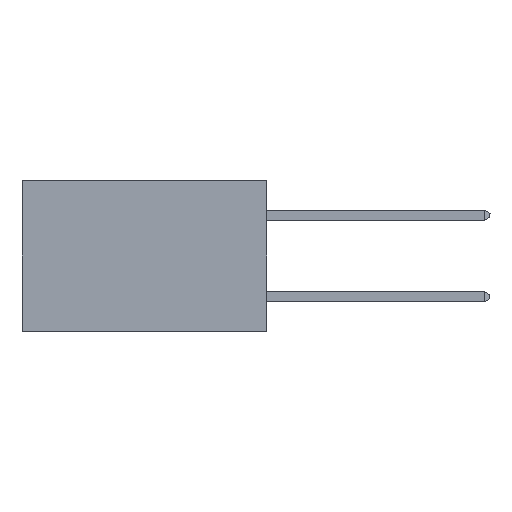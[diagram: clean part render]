
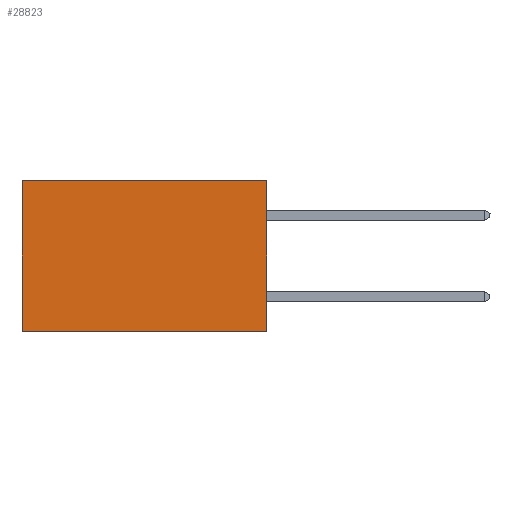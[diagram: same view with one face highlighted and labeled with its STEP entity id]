
A CAD part, left-side view. The second image highlights one B-rep face of the part: STEP entity #28823.
In plain terms, the highlighted planar face has unit normal (-1, 0, 0).
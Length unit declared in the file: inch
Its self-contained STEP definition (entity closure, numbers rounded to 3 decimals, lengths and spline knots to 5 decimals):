
#2031 = DIRECTION ( 'NONE',  ( 0., 0., -1. ) ) ;
#4489 = CARTESIAN_POINT ( 'NONE',  ( 0.2875, 0., -0.37 ) ) ;
#5125 = CARTESIAN_POINT ( 'NONE',  ( 0.2875, 0., 0. ) ) ;
#5404 = VERTEX_POINT ( 'NONE', #25051 ) ;
#5557 = ORIENTED_EDGE ( 'NONE', *, *, #18646, .F. ) ;
#9203 = EDGE_CURVE ( 'NONE', #27074, #39962, #11317, .T. ) ;
#10351 = CARTESIAN_POINT ( 'NONE',  ( 0.2875, 0., 0. ) ) ;
#10652 = VECTOR ( 'NONE', #25619, 39.37008 ) ;
#11317 = LINE ( 'NONE', #38633, #23266 ) ;
#11597 = ORIENTED_EDGE ( 'NONE', *, *, #29954, .T. ) ;
#12178 = DIRECTION ( 'NONE',  ( 0., 1., 0. ) ) ;
#14214 = PLANE ( 'NONE',  #15959 ) ;
#14498 = FACE_OUTER_BOUND ( 'NONE', #35157, .T. ) ;
#15734 = CARTESIAN_POINT ( 'NONE',  ( 0.2875, 0.6, 0. ) ) ;
#15959 = AXIS2_PLACEMENT_3D ( 'NONE', #17369, #37013, #2031 ) ;
#16202 = CARTESIAN_POINT ( 'NONE',  ( 0.2875, 0.6, -0.37 ) ) ;
#17369 = CARTESIAN_POINT ( 'NONE',  ( 0.2875, 0., 0. ) ) ;
#18646 = EDGE_CURVE ( 'NONE', #30016, #27074, #21664, .T. ) ;
#21262 = ORIENTED_EDGE ( 'NONE', *, *, #33532, .T. ) ;
#21664 = LINE ( 'NONE', #10351, #40007 ) ;
#23108 = LINE ( 'NONE', #31184, #30978 ) ;
#23266 = VECTOR ( 'NONE', #32190, 39.37008 ) ;
#25051 = CARTESIAN_POINT ( 'NONE',  ( 0.2875, 0.6, 0. ) ) ;
#25619 = DIRECTION ( 'NONE',  ( 0., 0., -1. ) ) ;
#27074 = VERTEX_POINT ( 'NONE', #4489 ) ;
#28452 = ORIENTED_EDGE ( 'NONE', *, *, #9203, .F. ) ;
#28823 = ADVANCED_FACE ( 'NONE', ( #14498 ), #14214, .F. ) ;
#29954 = EDGE_CURVE ( 'NONE', #30016, #5404, #23108, .T. ) ;
#30016 = VERTEX_POINT ( 'NONE', #5125 ) ;
#30978 = VECTOR ( 'NONE', #12178, 39.37008 ) ;
#31184 = CARTESIAN_POINT ( 'NONE',  ( 0.2875, 0., 0. ) ) ;
#32190 = DIRECTION ( 'NONE',  ( 0., 1., 0. ) ) ;
#32562 = DIRECTION ( 'NONE',  ( 0., 0., -1. ) ) ;
#33532 = EDGE_CURVE ( 'NONE', #5404, #39962, #36428, .T. ) ;
#35157 = EDGE_LOOP ( 'NONE', ( #21262, #28452, #5557, #11597 ) ) ;
#36428 = LINE ( 'NONE', #15734, #10652 ) ;
#37013 = DIRECTION ( 'NONE',  ( 1., 0., 0. ) ) ;
#38633 = CARTESIAN_POINT ( 'NONE',  ( 0.2875, 0., -0.37 ) ) ;
#39962 = VERTEX_POINT ( 'NONE', #16202 ) ;
#40007 = VECTOR ( 'NONE', #32562, 39.37008 ) ;
